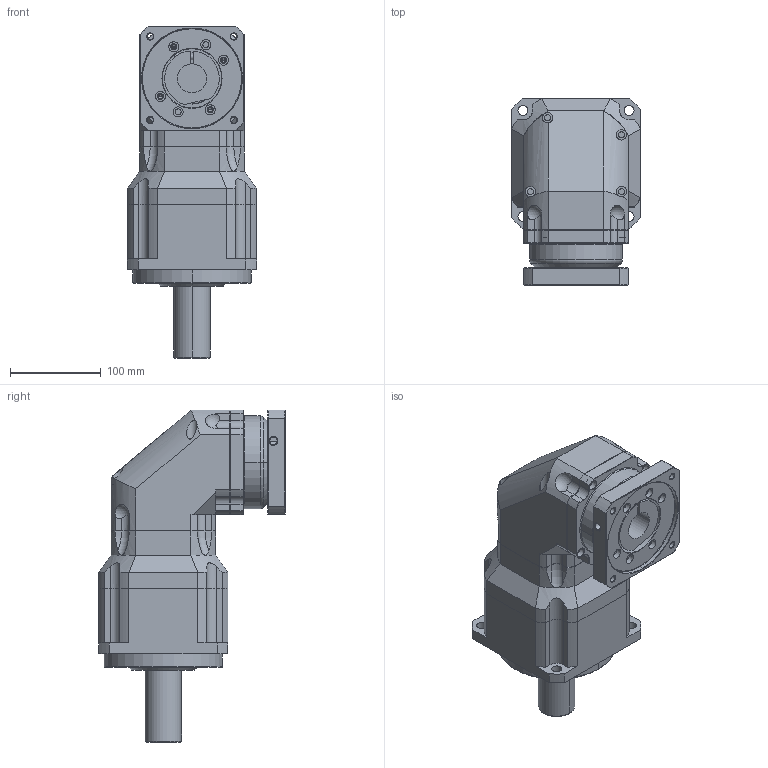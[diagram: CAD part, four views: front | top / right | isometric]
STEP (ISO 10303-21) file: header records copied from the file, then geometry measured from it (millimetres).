
FILE_DESCRIPTION((''),'2;1');
FILE_NAME('ABR1422-P4140301_ASM','2008-03-04T',('d00280'),(''),'PRO/ENGINEER BY PARAMETRIC TECHNOLOGY CORPORATION, 2006170','PRO/ENGINEER BY PARAMETRIC TECHNOLOGY CORPORATION, 2006170','');
FILE_SCHEMA(('CONFIG_CONTROL_DESIGN'));
Length unit declared in the file: millimetre
Products named in the file (6): AB1422; AB1422-1; PD040001; PK940001; P4140301; ABR1422-P4140301_ASM
Assembly tree (5 placements, depth 2):
  ABR1422-P4140301_ASM
    AB1422
    AB1422-1
    PD040001
    PK940001
    P4140301
Bounding box: 142 x 205 x 365 mm (x, y, z)
Volume: 3746243.9 mm3; surface area: 381731.4 mm2
Topology: 6 solids, 24 shells, 751 faces, 1773 edges, 1074 vertices
Faces by surface type: cylinder 293, plane 204, cone 174, torus 72, bspline 4, sphere 4
Entity records: 22488 total; most frequent: CARTESIAN_POINT 4706, DIRECTION 4008, ORIENTED_EDGE 3422, EDGE_CURVE 1749, AXIS2_PLACEMENT_3D 1637, VERTEX_POINT 1074, CIRCLE 871, EDGE_LOOP 869
